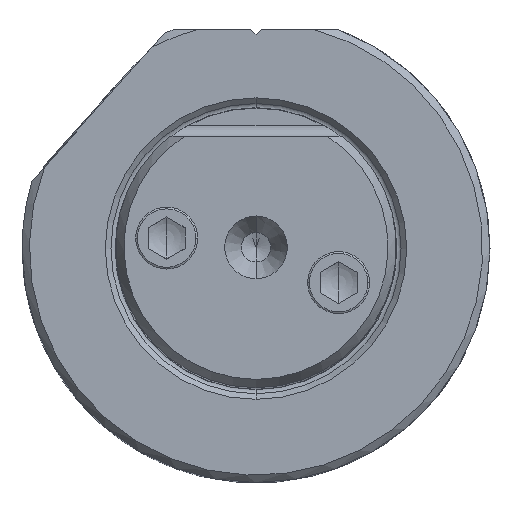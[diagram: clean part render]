
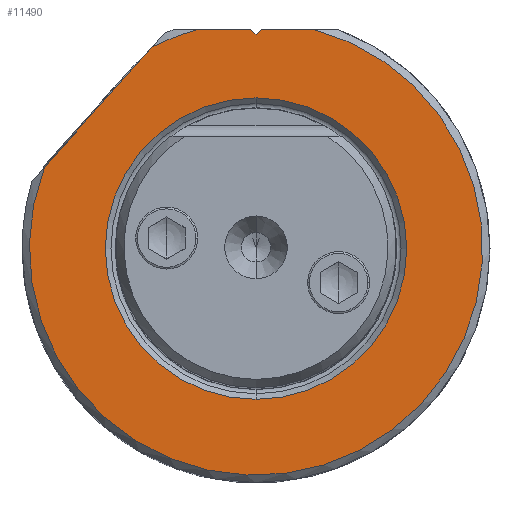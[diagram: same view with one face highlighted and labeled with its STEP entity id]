
A CAD part, top view. The second image highlights one B-rep face of the part: STEP entity #11490.
In plain terms, the highlighted planar face has unit normal (0, 0, 1).
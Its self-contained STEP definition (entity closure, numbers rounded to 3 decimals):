
#3924=DIRECTION('',(0.707,-0.707,0.));
#3925=VECTOR('',#3924,0.5);
#3926=CARTESIAN_POINT('',(-0.354,14.875,0.));
#3927=LINE('',#3926,#3925);
#3931=DIRECTION('',(0.707,0.707,0.));
#3932=VECTOR('',#3931,0.5);
#3933=CARTESIAN_POINT('',(0.,14.521,0.));
#3934=LINE('',#3933,#3932);
#3938=DIRECTION('',(1.,0.,0.));
#3939=VECTOR('',#3938,3.536);
#3940=CARTESIAN_POINT('',(0.354,14.875,0.));
#3941=LINE('',#3940,#3939);
#3945=CARTESIAN_POINT('',(0.,0.,0.));
#3946=DIRECTION('',(0.,0.,-1.));
#3947=DIRECTION('',(0.253,0.967,0.));
#3948=AXIS2_PLACEMENT_3D('',#3945,#3946,#3947);
#3953=DIRECTION('',(0.667,0.745,0.));
#3954=VECTOR('',#3953,10.909);
#3955=CARTESIAN_POINT('',(-14.35,5.52,
0.));
#3956=LINE('',#3955,#3954);
#3960=CARTESIAN_POINT('',(0.,0.,0.));
#3961=DIRECTION('',(0.,0.,-1.));
#3962=DIRECTION('',(-0.46,0.888,0.));
#3963=AXIS2_PLACEMENT_3D('',#3960,#3961,#3962);
#3968=DIRECTION('',(1.,0.,0.));
#3969=VECTOR('',#3968,3.536);
#3970=CARTESIAN_POINT('',(-3.889,14.875,0.));
#3971=LINE('',#3970,#3969);
#3975=CARTESIAN_POINT('',(0.,0.,0.));
#3976=DIRECTION('',(0.,0.,1.));
#3977=DIRECTION('',(0.,1.,0.));
#3978=AXIS2_PLACEMENT_3D('',#3975,#3976,#3977);
#3983=CARTESIAN_POINT('',(0.,0.,0.));
#3984=DIRECTION('',(0.,0.,1.));
#3985=DIRECTION('',(0.,-1.,0.));
#3986=AXIS2_PLACEMENT_3D('',#3983,#3984,#3985);
#7324=CARTESIAN_POINT('',(-0.354,14.875,0.));
#7325=VERTEX_POINT('',#7324);
#7326=CARTESIAN_POINT('',(0.354,14.875,0.));
#7327=VERTEX_POINT('',#7326);
#7328=CARTESIAN_POINT('',(0.,14.521,0.));
#7329=VERTEX_POINT('',#7328);
#7330=CARTESIAN_POINT('',(3.889,14.875,0.));
#7331=VERTEX_POINT('',#7330);
#7332=CARTESIAN_POINT('',(-14.35,5.52,
0.));
#7333=CARTESIAN_POINT('',(-7.076,13.65,
0.));
#7334=VERTEX_POINT('',#7332);
#7335=VERTEX_POINT('',#7333);
#7336=CARTESIAN_POINT('',(-3.889,14.875,0.));
#7337=VERTEX_POINT('',#7336);
#7338=CARTESIAN_POINT('',(0.,10.225,0.));
#7339=CARTESIAN_POINT('',(0.,-10.225,0.));
#7340=VERTEX_POINT('',#7338);
#7341=VERTEX_POINT('',#7339);
#11466=CARTESIAN_POINT('',(-0.001,-0.25,0.));
#11467=DIRECTION('',(0.,0.,1.));
#11468=DIRECTION('',(0.,-1.,0.));
#11469=AXIS2_PLACEMENT_3D('',#11466,#11467,#11468);
#11470=PLANE('',#11469);
#11472=ORIENTED_EDGE('',*,*,#11471,.T.);
#11474=ORIENTED_EDGE('',*,*,#11473,.T.);
#11475=ORIENTED_EDGE('',*,*,#11429,.T.);
#11476=ORIENTED_EDGE('',*,*,#11451,.T.);
#11477=ORIENTED_EDGE('',*,*,#9824,.T.);
#11479=ORIENTED_EDGE('',*,*,#11478,.T.);
#11481=ORIENTED_EDGE('',*,*,#11480,.T.);
#11482=EDGE_LOOP('',(#11472,#11474,#11475,#11476,#11477,#11479,#11481));
#11483=FACE_OUTER_BOUND('',#11482,.F.);
#11485=ORIENTED_EDGE('',*,*,#11484,.T.);
#11487=ORIENTED_EDGE('',*,*,#11486,.T.);
#11488=EDGE_LOOP('',(#11485,#11487));
#11489=FACE_BOUND('',#11488,.F.);
#3949=CIRCLE('',#3948,15.375);
#3964=CIRCLE('',#3963,15.375);
#3979=CIRCLE('',#3978,10.225);
#3987=CIRCLE('',#3986,10.225);
#9824=EDGE_CURVE('',#7334,#7335,#3956,.T.);
#11429=EDGE_CURVE('',#7327,#7331,#3941,.T.);
#11451=EDGE_CURVE('',#7331,#7334,#3949,.T.);
#11471=EDGE_CURVE('',#7325,#7329,#3927,.T.);
#11473=EDGE_CURVE('',#7329,#7327,#3934,.T.);
#11478=EDGE_CURVE('',#7335,#7337,#3964,.T.);
#11480=EDGE_CURVE('',#7337,#7325,#3971,.T.);
#11484=EDGE_CURVE('',#7340,#7341,#3979,.T.);
#11486=EDGE_CURVE('',#7341,#7340,#3987,.T.);
#11490=ADVANCED_FACE('',(#11483,#11489),#11470,.T.);
